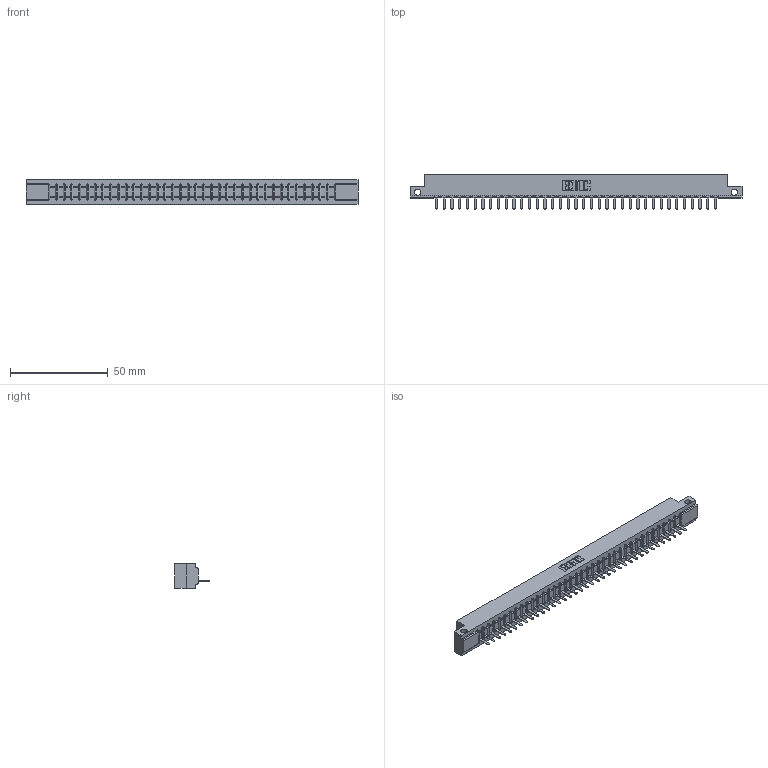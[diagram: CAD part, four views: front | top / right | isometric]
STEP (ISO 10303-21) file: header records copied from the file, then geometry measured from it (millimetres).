
FILE_DESCRIPTION (( 'STEP AP203' ), '1' );
FILE_NAME ('357-037-521-112.STEP', '2019-09-17T07:06:34', ( '' ), ( '' ), 'SwSTEP 2.0', 'SolidWorks 2016', '' );
FILE_SCHEMA (( 'CONFIG_CONTROL_DESIGN' ));
Length unit declared in the file: inch
Products named in the file (3): 357-037-521-112; 307 Part_.128 Dia Side Mounting Holes; 307-290-002_521
Assembly tree (38 placements, depth 2):
  357-037-521-112
    307 Part_.128 Dia Side Mounting Holes
    307-290-002_521  x37
Bounding box: 169.62 x 17.42 x 12.7 mm (x, y, z)
Volume: 17974.4 mm3; surface area: 22486 mm2
Topology: 38 solids, 38 shells, 2894 faces, 8907 edges, 5834 vertices
Faces by surface type: plane 1735, cylinder 1083, sphere 76
Entity records: 33056 total; most frequent: CARTESIAN_POINT 5576, ORIENTED_EDGE 5566, DIRECTION 5419, EDGE_CURVE 2783, VECTOR 2129, LINE 2129, VERTEX_POINT 1802, AXIS2_PLACEMENT_3D 1645
